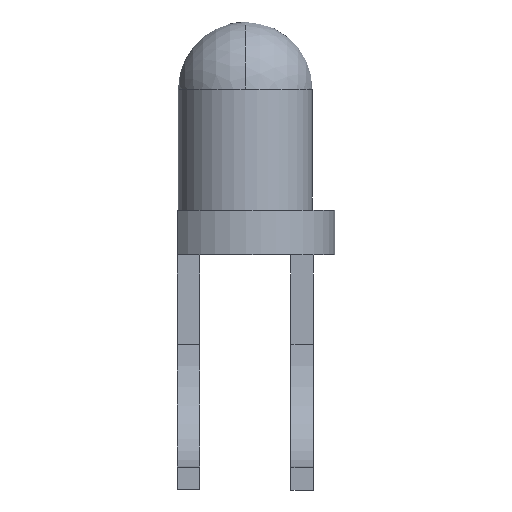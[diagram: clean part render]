
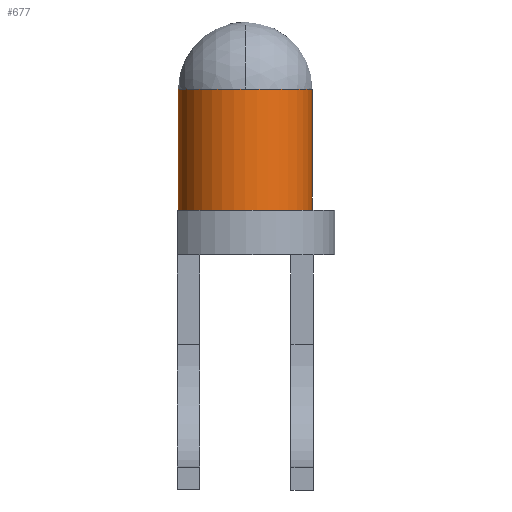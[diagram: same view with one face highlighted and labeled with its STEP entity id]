
A CAD part, front view. The second image highlights one B-rep face of the part: STEP entity #677.
In plain terms, the highlighted cylindrical face has radius 1.5 mm (diameter 3 mm), a partial arc.
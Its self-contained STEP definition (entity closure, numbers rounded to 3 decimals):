
#8 = CARTESIAN_POINT ( 'NONE',  ( 0., 3., 8.7 ) ) ;
#19 = LINE ( 'NONE', #21, #508 ) ;
#21 = CARTESIAN_POINT ( 'NONE',  ( 1.5, 3., 13.297 ) ) ;
#64 = FACE_OUTER_BOUND ( 'NONE', #612, .T. ) ;
#139 = VECTOR ( 'NONE', #1130, 1000. ) ;
#141 = CARTESIAN_POINT ( 'NONE',  ( 0., 1.5, 8.7 ) ) ;
#145 = AXIS2_PLACEMENT_3D ( 'NONE', #952, #651, #746 ) ;
#215 = ORIENTED_EDGE ( 'NONE', *, *, #300, .F. ) ;
#230 = CARTESIAN_POINT ( 'NONE',  ( 0., 3., 6. ) ) ;
#249 = DIRECTION ( 'NONE',  ( 1., 0., 0. ) ) ;
#264 = EDGE_CURVE ( 'NONE', #714, #326, #704, .T. ) ;
#270 = EDGE_CURVE ( 'NONE', #714, #1155, #505, .T. ) ;
#300 = EDGE_CURVE ( 'NONE', #1155, #1280, #681, .T. ) ;
#325 = ORIENTED_EDGE ( 'NONE', *, *, #270, .F. ) ;
#326 = VERTEX_POINT ( 'NONE', #627 ) ;
#471 = ORIENTED_EDGE ( 'NONE', *, *, #1109, .F. ) ;
#505 = LINE ( 'NONE', #1039, #139 ) ;
#508 = VECTOR ( 'NONE', #521, 1000. ) ;
#510 = CARTESIAN_POINT ( 'NONE',  ( -1.5, 3., 6. ) ) ;
#521 = DIRECTION ( 'NONE',  ( 0., 0., 1. ) ) ;
#523 = CIRCLE ( 'NONE', #995, 1.5 ) ;
#555 = EDGE_CURVE ( 'NONE', #326, #934, #19, .T. ) ;
#587 = CYLINDRICAL_SURFACE ( 'NONE', #145, 1.5 ) ;
#611 = DIRECTION ( 'NONE',  ( 0., 0., 1. ) ) ;
#612 = EDGE_LOOP ( 'NONE', ( #325, #920, #1112, #471, #215 ) ) ;
#627 = CARTESIAN_POINT ( 'NONE',  ( 1.5, 3., 6. ) ) ;
#651 = DIRECTION ( 'NONE',  ( 0., 0., 1. ) ) ;
#674 = CARTESIAN_POINT ( 'NONE',  ( 0., 3., 8.7 ) ) ;
#677 = ADVANCED_FACE ( 'NONE', ( #64 ), #587, .T. ) ;
#681 = CIRCLE ( 'NONE', #694, 1.5 ) ;
#694 = AXIS2_PLACEMENT_3D ( 'NONE', #674, #819, #715 ) ;
#704 = CIRCLE ( 'NONE', #1235, 1.5 ) ;
#714 = VERTEX_POINT ( 'NONE', #510 ) ;
#715 = DIRECTION ( 'NONE',  ( 1., 0., 0. ) ) ;
#746 = DIRECTION ( 'NONE',  ( 1., 0., 0. ) ) ;
#812 = DIRECTION ( 'NONE',  ( 1., 0., 0. ) ) ;
#819 = DIRECTION ( 'NONE',  ( 0., 0., 1. ) ) ;
#920 = ORIENTED_EDGE ( 'NONE', *, *, #264, .T. ) ;
#934 = VERTEX_POINT ( 'NONE', #1092 ) ;
#952 = CARTESIAN_POINT ( 'NONE',  ( 0., 3., 13.297 ) ) ;
#995 = AXIS2_PLACEMENT_3D ( 'NONE', #8, #611, #812 ) ;
#1024 = DIRECTION ( 'NONE',  ( 0., 0., 1. ) ) ;
#1039 = CARTESIAN_POINT ( 'NONE',  ( -1.5, 3., 13.297 ) ) ;
#1092 = CARTESIAN_POINT ( 'NONE',  ( 1.5, 3., 8.7 ) ) ;
#1109 = EDGE_CURVE ( 'NONE', #1280, #934, #523, .T. ) ;
#1112 = ORIENTED_EDGE ( 'NONE', *, *, #555, .T. ) ;
#1130 = DIRECTION ( 'NONE',  ( 0., 0., 1. ) ) ;
#1155 = VERTEX_POINT ( 'NONE', #1190 ) ;
#1190 = CARTESIAN_POINT ( 'NONE',  ( -1.5, 3., 8.7 ) ) ;
#1235 = AXIS2_PLACEMENT_3D ( 'NONE', #230, #1024, #249 ) ;
#1280 = VERTEX_POINT ( 'NONE', #141 ) ;
